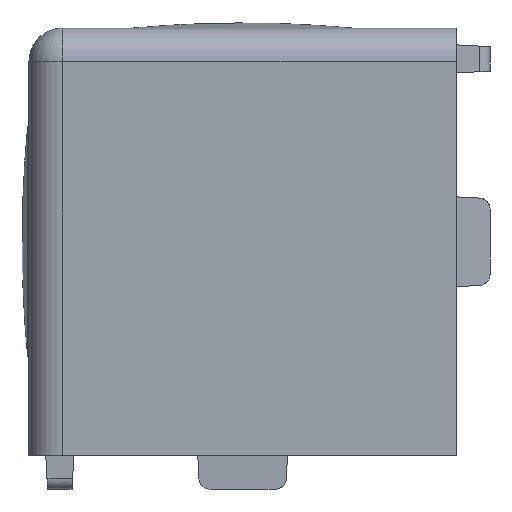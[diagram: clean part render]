
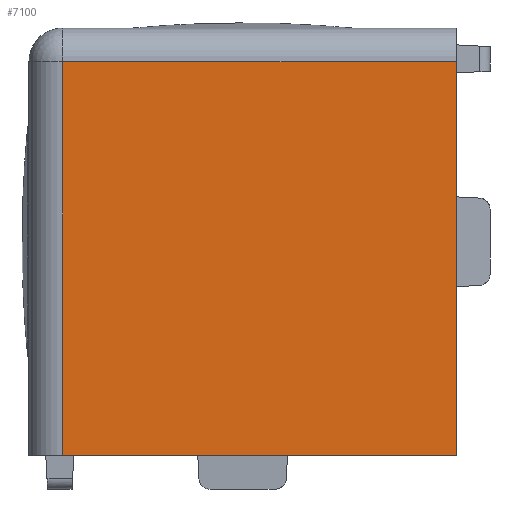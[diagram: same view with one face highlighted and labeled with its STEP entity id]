
A CAD part, front view. The second image highlights one B-rep face of the part: STEP entity #7100.
In plain terms, the highlighted planar face has unit normal (0, -1, 0).
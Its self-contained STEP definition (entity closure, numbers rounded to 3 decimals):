
#6 = CARTESIAN_POINT ( 'NONE',  ( 30.364, 7.59, 49.284 ) ) ;
#585 = EDGE_CURVE ( 'NONE', #4234, #1438, #4058, .T. ) ;
#1211 = EDGE_CURVE ( 'NONE', #1353, #4234, #2357, .T. ) ;
#1353 = VERTEX_POINT ( 'NONE', #6 ) ;
#1438 = VERTEX_POINT ( 'NONE', #6834 ) ;
#1443 = VECTOR ( 'NONE', #6961, 1000. ) ;
#1652 = LINE ( 'NONE', #5034, #1823 ) ;
#1823 = VECTOR ( 'NONE', #3735, 1000. ) ;
#1840 = DIRECTION ( 'NONE',  ( 1., 0., 0. ) ) ;
#2001 = ORIENTED_EDGE ( 'NONE', *, *, #1211, .T. ) ;
#2105 = ORIENTED_EDGE ( 'NONE', *, *, #2368, .T. ) ;
#2357 = LINE ( 'NONE', #4820, #3575 ) ;
#2368 = EDGE_CURVE ( 'NONE', #1438, #6989, #7686, .T. ) ;
#2762 = DIRECTION ( 'NONE',  ( 0., 0., -1. ) ) ;
#3176 = PLANE ( 'NONE',  #6381 ) ;
#3575 = VECTOR ( 'NONE', #7402, 1000. ) ;
#3735 = DIRECTION ( 'NONE',  ( 0., 0., -1. ) ) ;
#3950 = ORIENTED_EDGE ( 'NONE', *, *, #6964, .F. ) ;
#4058 = LINE ( 'NONE', #6697, #6622 ) ;
#4234 = VERTEX_POINT ( 'NONE', #6487 ) ;
#4557 = DIRECTION ( 'NONE',  ( 0., 1., 0. ) ) ;
#4820 = CARTESIAN_POINT ( 'NONE',  ( -7.736, 7.59, 49.284 ) ) ;
#5034 = CARTESIAN_POINT ( 'NONE',  ( 30.364, 7.59, 52.284 ) ) ;
#5203 = CARTESIAN_POINT ( 'NONE',  ( -7.736, 7.59, 52.284 ) ) ;
#5247 = FACE_OUTER_BOUND ( 'NONE', #8464, .T. ) ;
#5808 = CARTESIAN_POINT ( 'NONE',  ( -7.736, 7.59, 14.184 ) ) ;
#6381 = AXIS2_PLACEMENT_3D ( 'NONE', #5203, #4557, #1840 ) ;
#6487 = CARTESIAN_POINT ( 'NONE',  ( -4.736, 7.59, 49.284 ) ) ;
#6622 = VECTOR ( 'NONE', #2762, 1000. ) ;
#6697 = CARTESIAN_POINT ( 'NONE',  ( -4.736, 7.59, 52.284 ) ) ;
#6834 = CARTESIAN_POINT ( 'NONE',  ( -4.736, 7.59, 14.184 ) ) ;
#6961 = DIRECTION ( 'NONE',  ( 1., 0., 0. ) ) ;
#6964 = EDGE_CURVE ( 'NONE', #1353, #6989, #1652, .T. ) ;
#6989 = VERTEX_POINT ( 'NONE', #7698 ) ;
#7100 = ADVANCED_FACE ( 'NONE', ( #5247 ), #3176, .F. ) ;
#7402 = DIRECTION ( 'NONE',  ( -1., 0., 0. ) ) ;
#7686 = LINE ( 'NONE', #5808, #1443 ) ;
#7698 = CARTESIAN_POINT ( 'NONE',  ( 30.364, 7.59, 14.184 ) ) ;
#7845 = ORIENTED_EDGE ( 'NONE', *, *, #585, .T. ) ;
#8464 = EDGE_LOOP ( 'NONE', ( #3950, #2001, #7845, #2105 ) ) ;
